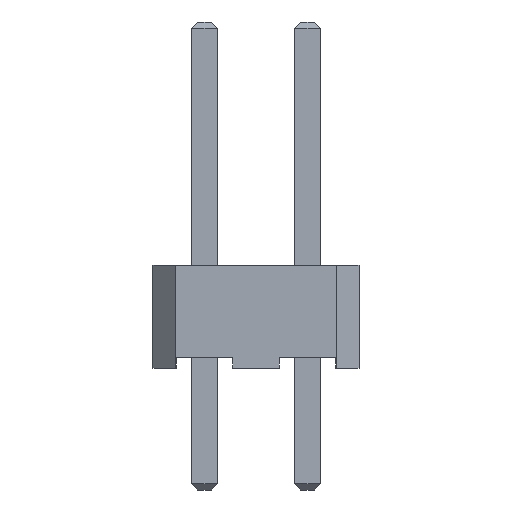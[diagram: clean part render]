
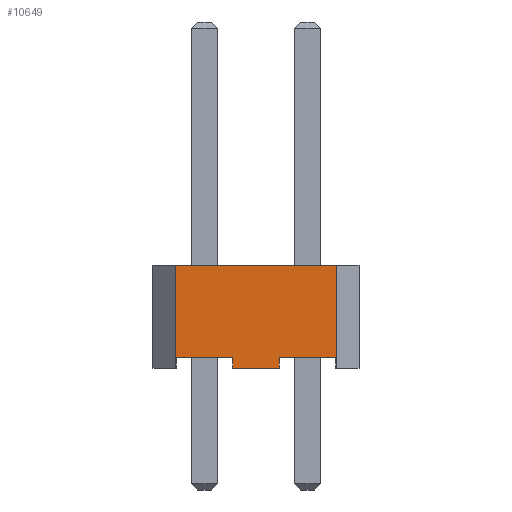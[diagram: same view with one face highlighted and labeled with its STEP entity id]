
A CAD part, left-side view. The second image highlights one B-rep face of the part: STEP entity #10649.
In plain terms, the highlighted planar face has unit normal (-1, 0, 0).
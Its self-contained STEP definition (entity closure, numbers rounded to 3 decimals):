
#599=FACE_OUTER_BOUND('',#1259,.T.);
#1259=EDGE_LOOP('',(#8853,#8854,#8855,#8856,#8857,#8858,#8859,#8860,#8861,
#8862,#8863,#8864));
#2173=LINE('',#15862,#3615);
#2516=LINE('',#16551,#3958);
#2521=LINE('',#16561,#3963);
#2524=LINE('',#16567,#3966);
#2527=LINE('',#16572,#3969);
#2529=LINE('',#16576,#3971);
#2533=LINE('',#16585,#3975);
#2537=LINE('',#16592,#3979);
#2540=LINE('',#16597,#3982);
#2544=LINE('',#16604,#3986);
#2547=LINE('',#16609,#3989);
#2548=LINE('',#16611,#3990);
#3615=VECTOR('',#13039,10.);
#3958=VECTOR('',#13610,10.);
#3963=VECTOR('',#13617,10.);
#3966=VECTOR('',#13622,10.);
#3969=VECTOR('',#13627,10.);
#3971=VECTOR('',#13631,10.);
#3975=VECTOR('',#13637,10.);
#3979=VECTOR('',#13643,10.);
#3982=VECTOR('',#13648,10.);
#3986=VECTOR('',#13656,10.);
#3989=VECTOR('',#13663,10.);
#3990=VECTOR('',#13666,10.);
#4733=VERTEX_POINT('',#15859);
#4734=VERTEX_POINT('',#15861);
#4965=VERTEX_POINT('',#16549);
#4966=VERTEX_POINT('',#16550);
#4969=VERTEX_POINT('',#16558);
#4970=VERTEX_POINT('',#16560);
#4972=VERTEX_POINT('',#16566);
#4973=VERTEX_POINT('',#16571);
#4974=VERTEX_POINT('',#16575);
#4977=VERTEX_POINT('',#16582);
#4978=VERTEX_POINT('',#16584);
#4980=VERTEX_POINT('',#16590);
#5917=EDGE_CURVE('',#4733,#4734,#2173,.T.);
#6260=EDGE_CURVE('',#4965,#4966,#2516,.T.);
#6265=EDGE_CURVE('',#4970,#4969,#2521,.T.);
#6268=EDGE_CURVE('',#4970,#4972,#2524,.T.);
#6271=EDGE_CURVE('',#4972,#4973,#2527,.T.);
#6273=EDGE_CURVE('',#4973,#4974,#2529,.T.);
#6277=EDGE_CURVE('',#4978,#4977,#2533,.T.);
#6281=EDGE_CURVE('',#4980,#4977,#2537,.T.);
#6284=EDGE_CURVE('',#4966,#4980,#2540,.T.);
#6288=EDGE_CURVE('',#4974,#4965,#2544,.T.);
#6291=EDGE_CURVE('',#4734,#4969,#2547,.T.);
#6292=EDGE_CURVE('',#4978,#4733,#2548,.T.);
#8853=ORIENTED_EDGE('',*,*,#6288,.F.);
#8854=ORIENTED_EDGE('',*,*,#6273,.F.);
#8855=ORIENTED_EDGE('',*,*,#6271,.F.);
#8856=ORIENTED_EDGE('',*,*,#6268,.F.);
#8857=ORIENTED_EDGE('',*,*,#6265,.T.);
#8858=ORIENTED_EDGE('',*,*,#6291,.F.);
#8859=ORIENTED_EDGE('',*,*,#5917,.F.);
#8860=ORIENTED_EDGE('',*,*,#6292,.F.);
#8861=ORIENTED_EDGE('',*,*,#6277,.T.);
#8862=ORIENTED_EDGE('',*,*,#6281,.F.);
#8863=ORIENTED_EDGE('',*,*,#6284,.F.);
#8864=ORIENTED_EDGE('',*,*,#6260,.F.);
#9989=PLANE('',#11362);
#10649=ADVANCED_FACE('',(#599),#9989,.T.);
#11362=AXIS2_PLACEMENT_3D('',#16610,#13664,#13665);
#13039=DIRECTION('',(0.,1.,0.));
#13610=DIRECTION('',(0.,0.,-1.));
#13617=DIRECTION('',(0.,-1.,0.));
#13622=DIRECTION('',(0.,0.,-1.));
#13627=DIRECTION('',(0.,1.,0.));
#13631=DIRECTION('',(0.,0.,1.));
#13637=DIRECTION('',(0.,-1.,0.));
#13643=DIRECTION('',(0.,0.,1.));
#13648=DIRECTION('',(0.,1.,0.));
#13656=DIRECTION('',(0.,-1.,0.));
#13663=DIRECTION('',(0.,0.,1.));
#13664=DIRECTION('center_axis',(-1.,0.,0.));
#13665=DIRECTION('ref_axis',(0.,-1.,0.));
#13666=DIRECTION('',(0.,0.,-1.));
#15859=CARTESIAN_POINT('',(-24.13,-0.57,0.05));
#15861=CARTESIAN_POINT('',(-24.13,0.57,0.05));
#15862=CARTESIAN_POINT('',(-24.13,-0.817,0.05));
#16549=CARTESIAN_POINT('',(-24.13,-1.987,2.59));
#16550=CARTESIAN_POINT('',(-24.13,-1.987,0.05));
#16551=CARTESIAN_POINT('',(-24.13,-1.987,0.05));
#16558=CARTESIAN_POINT('',(-24.13,0.57,0.32));
#16560=CARTESIAN_POINT('',(-24.13,1.97,0.32));
#16561=CARTESIAN_POINT('',(-24.13,1.405,0.32));
#16566=CARTESIAN_POINT('',(-24.13,1.97,0.05));
#16567=CARTESIAN_POINT('',(-24.13,1.97,1.455));
#16571=CARTESIAN_POINT('',(-24.13,1.987,0.05));
#16572=CARTESIAN_POINT('',(-24.13,1.723,0.05));
#16575=CARTESIAN_POINT('',(-24.13,1.987,2.59));
#16576=CARTESIAN_POINT('',(-24.13,1.987,0.05));
#16582=CARTESIAN_POINT('',(-24.13,-1.97,0.32));
#16584=CARTESIAN_POINT('',(-24.13,-0.57,0.32));
#16585=CARTESIAN_POINT('',(-24.13,-1.135,0.32));
#16590=CARTESIAN_POINT('',(-24.13,-1.97,0.05));
#16592=CARTESIAN_POINT('',(-24.13,-1.97,1.32));
#16597=CARTESIAN_POINT('',(-24.13,-1.159,0.05));
#16604=CARTESIAN_POINT('',(-24.13,0.,2.59));
#16609=CARTESIAN_POINT('',(-24.13,0.57,1.32));
#16610=CARTESIAN_POINT('Origin',(-24.13,0.,0.05));
#16611=CARTESIAN_POINT('',(-24.13,-0.57,1.455));
